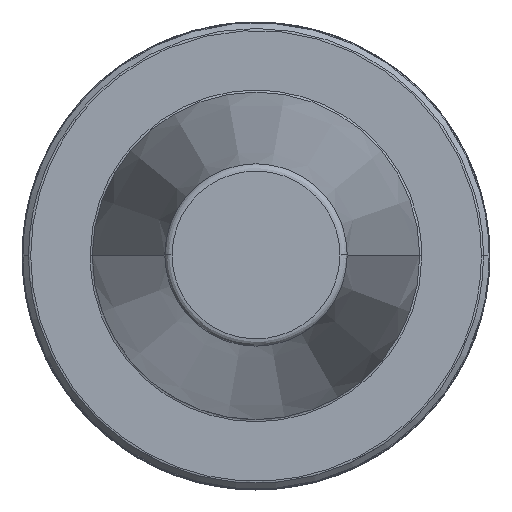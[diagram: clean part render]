
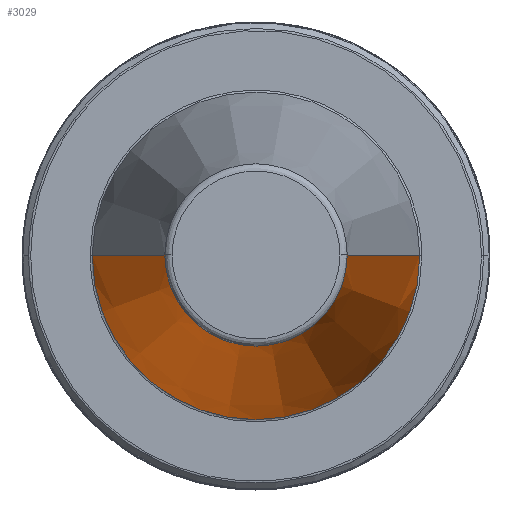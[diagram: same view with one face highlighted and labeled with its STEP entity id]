
A CAD part, top view. The second image highlights one B-rep face of the part: STEP entity #3029.
In plain terms, the highlighted conical face has half-angle 8.297 degrees and reference radius 22.225 mm.
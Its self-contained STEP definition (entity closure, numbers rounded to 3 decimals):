
#99 = CARTESIAN_POINT ( 'NONE',  ( 0., 0., 0. ) ) ;
#245 = VECTOR ( 'NONE', #2718, 1000. ) ;
#312 = VERTEX_POINT ( 'NONE', #2118 ) ;
#360 = LINE ( 'NONE', #2201, #245 ) ;
#395 = VECTOR ( 'NONE', #2495, 1000. ) ;
#430 = LINE ( 'NONE', #1156, #395 ) ;
#456 = EDGE_CURVE ( 'NONE', #1835, #1841, #596, .T. ) ;
#523 = EDGE_CURVE ( 'NONE', #1835, #312, #430, .T. ) ;
#541 = AXIS2_PLACEMENT_3D ( 'NONE', #1211, #1201, #1187 ) ;
#596 = CIRCLE ( 'NONE', #541, 12.375 ) ;
#818 = CARTESIAN_POINT ( 'NONE',  ( 12.375, 0., 67.544 ) ) ;
#850 = AXIS2_PLACEMENT_3D ( 'NONE', #2442, #2265, #2248 ) ;
#1156 = CARTESIAN_POINT ( 'NONE',  ( 22.225, 0., 0. ) ) ;
#1187 = DIRECTION ( 'NONE',  ( -1., 0., 0. ) ) ;
#1201 = DIRECTION ( 'NONE',  ( 0., 0., -1. ) ) ;
#1211 = CARTESIAN_POINT ( 'NONE',  ( 0., 0., 67.544 ) ) ;
#1347 = EDGE_CURVE ( 'NONE', #312, #2965, #2606, .T. ) ;
#1638 = DIRECTION ( 'NONE',  ( -1., 0., 0. ) ) ;
#1729 = ORIENTED_EDGE ( 'NONE', *, *, #456, .T. ) ;
#1737 = ORIENTED_EDGE ( 'NONE', *, *, #1347, .F. ) ;
#1798 = ORIENTED_EDGE ( 'NONE', *, *, #2639, .T. ) ;
#1835 = VERTEX_POINT ( 'NONE', #818 ) ;
#1841 = VERTEX_POINT ( 'NONE', #2854 ) ;
#1898 = DIRECTION ( 'NONE',  ( 0., 0., -1. ) ) ;
#2118 = CARTESIAN_POINT ( 'NONE',  ( 22.225, 0., 0. ) ) ;
#2201 = CARTESIAN_POINT ( 'NONE',  ( -22.225, 0., 0. ) ) ;
#2248 = DIRECTION ( 'NONE',  ( 1., 0., 0. ) ) ;
#2265 = DIRECTION ( 'NONE',  ( 0., 0., -1. ) ) ;
#2340 = EDGE_LOOP ( 'NONE', ( #2751, #1729, #1798, #1737 ) ) ;
#2386 = CONICAL_SURFACE ( 'NONE', #2498, 22.225, 0.145 ) ;
#2442 = CARTESIAN_POINT ( 'NONE',  ( 0., 0., 0. ) ) ;
#2495 = DIRECTION ( 'NONE',  ( 0.144, 0., -0.99 ) ) ;
#2498 = AXIS2_PLACEMENT_3D ( 'NONE', #99, #1898, #1638 ) ;
#2606 = CIRCLE ( 'NONE', #850, 22.225 ) ;
#2639 = EDGE_CURVE ( 'NONE', #1841, #2965, #360, .T. ) ;
#2718 = DIRECTION ( 'NONE',  ( -0.144, 0., -0.99 ) ) ;
#2741 = FACE_OUTER_BOUND ( 'NONE', #2340, .T. ) ;
#2751 = ORIENTED_EDGE ( 'NONE', *, *, #523, .F. ) ;
#2796 = CARTESIAN_POINT ( 'NONE',  ( -22.225, 0., 0. ) ) ;
#2854 = CARTESIAN_POINT ( 'NONE',  ( -12.375, 0., 67.544 ) ) ;
#2965 = VERTEX_POINT ( 'NONE', #2796 ) ;
#3029 = ADVANCED_FACE ( 'NONE', ( #2741 ), #2386, .T. ) ;
